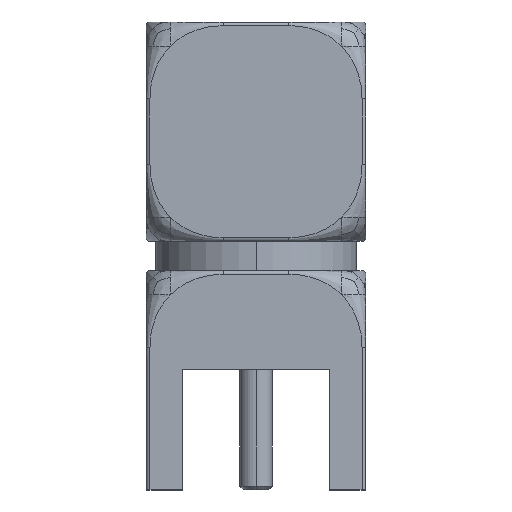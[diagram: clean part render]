
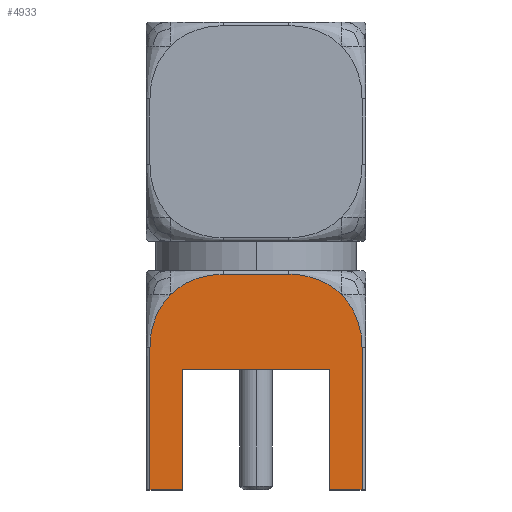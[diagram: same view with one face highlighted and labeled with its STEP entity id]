
A CAD part, left-side view. The second image highlights one B-rep face of the part: STEP entity #4933.
In plain terms, the highlighted planar face has unit normal (-1, 0, 0).
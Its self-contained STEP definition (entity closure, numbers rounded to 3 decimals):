
#191 = VERTEX_POINT ( 'NONE', #21158 ) ;
#194 = CARTESIAN_POINT ( 'NONE',  ( -10., -2.103, 5.748 ) ) ;
#503 = DIRECTION ( 'NONE',  ( 0., 0., -1. ) ) ;
#521 = ORIENTED_EDGE ( 'NONE', *, *, #6592, .T. ) ;
#639 = CARTESIAN_POINT ( 'NONE',  ( -10., -1.826, 5.902 ) ) ;
#1183 = CARTESIAN_POINT ( 'NONE',  ( -10., -2.835, 4.652 ) ) ;
#1658 = EDGE_CURVE ( 'NONE', #191, #8244, #11552, .T. ) ;
#1744 = CARTESIAN_POINT ( 'NONE',  ( -10., 2.643, 5.139 ) ) ;
#1847 = DIRECTION ( 'NONE',  ( 1., 0., 0. ) ) ;
#2025 = CARTESIAN_POINT ( 'NONE',  ( -10., 2.339, 5.539 ) ) ;
#2419 = PLANE ( 'NONE',  #10109 ) ;
#2537 = EDGE_CURVE ( 'NONE', #14476, #18283, #16595, .T. ) ;
#2719 = LINE ( 'NONE', #21298, #5576 ) ;
#2815 = EDGE_CURVE ( 'NONE', #24903, #21305, #16080, .T. ) ;
#3108 = DIRECTION ( 'NONE',  ( 0., 1., 0. ) ) ;
#3253 = EDGE_LOOP ( 'NONE', ( #5036, #11278, #12515, #12550, #10100, #28162, #24412, #521, #26518, #9165, #26263, #14846 ) ) ;
#3290 = CARTESIAN_POINT ( 'NONE',  ( -10., -0.9, 6.1 ) ) ;
#3743 = CARTESIAN_POINT ( 'NONE',  ( -10., -2.9, -14.7 ) ) ;
#3905 = VECTOR ( 'NONE', #25032, 1000. ) ;
#3997 = CARTESIAN_POINT ( 'NONE',  ( -10., 2.9, 4.1 ) ) ;
#4313 = DIRECTION ( 'NONE',  ( 0., 1., 0. ) ) ;
#4933 = ADVANCED_FACE ( 'NONE', ( #13589 ), #2419, .F. ) ;
#5036 = ORIENTED_EDGE ( 'NONE', *, *, #15947, .T. ) ;
#5560 = VERTEX_POINT ( 'NONE', #22639 ) ;
#5576 = VECTOR ( 'NONE', #14020, 1000. ) ;
#5689 = DIRECTION ( 'NONE',  ( 0., 0., 1. ) ) ;
#5783 = CARTESIAN_POINT ( 'NONE',  ( -10., -2.776, 4.846 ) ) ;
#5823 = EDGE_CURVE ( 'NONE', #8244, #14476, #2719, .T. ) ;
#6399 = CARTESIAN_POINT ( 'NONE',  ( -10., 2.9, 0.2 ) ) ;
#6592 = EDGE_CURVE ( 'NONE', #191, #13639, #15172, .T. ) ;
#6868 = CARTESIAN_POINT ( 'NONE',  ( -10., 1.452, 6.035 ) ) ;
#7015 = CARTESIAN_POINT ( 'NONE',  ( -10., -1.189, 6.1 ) ) ;
#7567 = CARTESIAN_POINT ( 'NONE',  ( -10., 1.254, 6.082 ) ) ;
#7840 = CARTESIAN_POINT ( 'NONE',  ( -10., -2.882, 4.454 ) ) ;
#8244 = VERTEX_POINT ( 'NONE', #23933 ) ;
#8508 = B_SPLINE_CURVE_WITH_KNOTS ( 'NONE', 3,
 ( #13715, #22767, #194, #20974, #639, #24946, #27726, #7015, #9239 ),
 .UNSPECIFIED., .F., .F.,
 ( 4, 1, 2, 2, 4 ),
 ( 0., 0.25, 0.375, 0.5, 1. ),
 .UNSPECIFIED. ) ;
#8853 = CARTESIAN_POINT ( 'NONE',  ( -10., 2.548, 5.303 ) ) ;
#9165 = ORIENTED_EDGE ( 'NONE', *, *, #23510, .T. ) ;
#9232 = CARTESIAN_POINT ( 'NONE',  ( -10., 2.339, 5.539 ) ) ;
#9239 = CARTESIAN_POINT ( 'NONE',  ( -10., -0.9, 6.1 ) ) ;
#10100 = ORIENTED_EDGE ( 'NONE', *, *, #2537, .F. ) ;
#10109 = AXIS2_PLACEMENT_3D ( 'NONE', #24695, #1847, #19960 ) ;
#10239 = CARTESIAN_POINT ( 'NONE',  ( -10., -2.339, 5.539 ) ) ;
#10246 = CARTESIAN_POINT ( 'NONE',  ( -10., -3., 3.5 ) ) ;
#11278 = ORIENTED_EDGE ( 'NONE', *, *, #2815, .T. ) ;
#11547 = VECTOR ( 'NONE', #18319, 1000. ) ;
#11552 = LINE ( 'NONE', #20004, #16722 ) ;
#11746 = VECTOR ( 'NONE', #4313, 1000. ) ;
#11766 = VERTEX_POINT ( 'NONE', #3290 ) ;
#12011 = CARTESIAN_POINT ( 'NONE',  ( -10., -2.9, 4.244 ) ) ;
#12029 = CARTESIAN_POINT ( 'NONE',  ( -10., 0.9, 6.1 ) ) ;
#12468 = CARTESIAN_POINT ( 'NONE',  ( -10., -2.656, 5.149 ) ) ;
#12515 = ORIENTED_EDGE ( 'NONE', *, *, #25372, .F. ) ;
#12550 = ORIENTED_EDGE ( 'NONE', *, *, #23947, .T. ) ;
#12603 = CARTESIAN_POINT ( 'NONE',  ( -10., 2.9, 4.1 ) ) ;
#12799 = EDGE_CURVE ( 'NONE', #18106, #5560, #25106, .T. ) ;
#13493 = CARTESIAN_POINT ( 'NONE',  ( -10., 2.702, 5.026 ) ) ;
#13589 = FACE_OUTER_BOUND ( 'NONE', #3253, .T. ) ;
#13639 = VERTEX_POINT ( 'NONE', #18595 ) ;
#13706 = CARTESIAN_POINT ( 'NONE',  ( -10., 2.16, 5.719 ) ) ;
#13715 = CARTESIAN_POINT ( 'NONE',  ( -10., -2.339, 5.539 ) ) ;
#13955 = VECTOR ( 'NONE', #503, 1000. ) ;
#14020 = DIRECTION ( 'NONE',  ( 0., 0., 1. ) ) ;
#14476 = VERTEX_POINT ( 'NONE', #21483 ) ;
#14534 = CARTESIAN_POINT ( 'NONE',  ( -10., -2.9, 4.1 ) ) ;
#14631 = VERTEX_POINT ( 'NONE', #26885 ) ;
#14686 = CARTESIAN_POINT ( 'NONE',  ( -10., -2.798, 4.781 ) ) ;
#14846 = ORIENTED_EDGE ( 'NONE', *, *, #12799, .T. ) ;
#15172 = LINE ( 'NONE', #3743, #16915 ) ;
#15759 = CARTESIAN_POINT ( 'NONE',  ( -10., 1.646, 5.976 ) ) ;
#15947 = EDGE_CURVE ( 'NONE', #5560, #24903, #18071, .T. ) ;
#15988 = CARTESIAN_POINT ( 'NONE',  ( -10., 2., 0.2 ) ) ;
#16080 = LINE ( 'NONE', #27750, #13955 ) ;
#16595 = LINE ( 'NONE', #10246, #29061 ) ;
#16722 = VECTOR ( 'NONE', #20567, 1000. ) ;
#16915 = VECTOR ( 'NONE', #5689, 1000. ) ;
#17494 = CARTESIAN_POINT ( 'NONE',  ( -10., 2.429, 5.45 ) ) ;
#18006 = CARTESIAN_POINT ( 'NONE',  ( -10., 2., 3.5 ) ) ;
#18071 = B_SPLINE_CURVE_WITH_KNOTS ( 'NONE', 3,
 ( #2025, #17494, #8853, #1744, #13493, #26505, #28856, #22537, #3997 ),
 .UNSPECIFIED., .F., .F.,
 ( 4, 1, 2, 2, 4 ),
 ( 0., 0.25, 0.375, 0.5, 1. ),
 .UNSPECIFIED. ) ;
#18106 = VERTEX_POINT ( 'NONE', #20842 ) ;
#18111 = EDGE_CURVE ( 'NONE', #11766, #18106, #20543, .T. ) ;
#18283 = VERTEX_POINT ( 'NONE', #18006 ) ;
#18319 = DIRECTION ( 'NONE',  ( 0., 1., 0. ) ) ;
#18595 = CARTESIAN_POINT ( 'NONE',  ( -10., -2.9, 4.1 ) ) ;
#18851 = CARTESIAN_POINT ( 'NONE',  ( -10., 1.044, 6.1 ) ) ;
#19415 = VERTEX_POINT ( 'NONE', #27358 ) ;
#19960 = DIRECTION ( 'NONE',  ( 0., 1., 0. ) ) ;
#20004 = CARTESIAN_POINT ( 'NONE',  ( -10., -2.9, 0.2 ) ) ;
#20170 = CARTESIAN_POINT ( 'NONE',  ( -10., 2.9, 0.2 ) ) ;
#20543 = LINE ( 'NONE', #27611, #11547 ) ;
#20567 = DIRECTION ( 'NONE',  ( 0., 1., 0. ) ) ;
#20842 = CARTESIAN_POINT ( 'NONE',  ( -10., 0.9, 6.1 ) ) ;
#20974 = CARTESIAN_POINT ( 'NONE',  ( -10., -1.939, 5.843 ) ) ;
#21158 = CARTESIAN_POINT ( 'NONE',  ( -10., -2.9, 0.2 ) ) ;
#21298 = CARTESIAN_POINT ( 'NONE',  ( -10., -2., 0.2 ) ) ;
#21305 = VERTEX_POINT ( 'NONE', #20170 ) ;
#21469 = EDGE_CURVE ( 'NONE', #13639, #14631, #24969, .T. ) ;
#21483 = CARTESIAN_POINT ( 'NONE',  ( -10., -2., 3.5 ) ) ;
#21526 = CARTESIAN_POINT ( 'NONE',  ( -10., -2.519, 5.36 ) ) ;
#22433 = LINE ( 'NONE', #6399, #11746 ) ;
#22537 = CARTESIAN_POINT ( 'NONE',  ( -10., 2.9, 4.389 ) ) ;
#22639 = CARTESIAN_POINT ( 'NONE',  ( -10., 2.339, 5.539 ) ) ;
#22767 = CARTESIAN_POINT ( 'NONE',  ( -10., -2.25, 5.629 ) ) ;
#23510 = EDGE_CURVE ( 'NONE', #14631, #11766, #8508, .T. ) ;
#23933 = CARTESIAN_POINT ( 'NONE',  ( -10., -2., 0.2 ) ) ;
#23947 = EDGE_CURVE ( 'NONE', #19415, #18283, #24766, .T. ) ;
#24412 = ORIENTED_EDGE ( 'NONE', *, *, #1658, .F. ) ;
#24695 = CARTESIAN_POINT ( 'NONE',  ( -10., -3., -14.7 ) ) ;
#24766 = LINE ( 'NONE', #15988, #3905 ) ;
#24903 = VERTEX_POINT ( 'NONE', #12603 ) ;
#24946 = CARTESIAN_POINT ( 'NONE',  ( -10., -1.769, 5.928 ) ) ;
#24969 = B_SPLINE_CURVE_WITH_KNOTS ( 'NONE', 3,
 ( #14534, #12011, #7840, #1183, #14686, #5783, #12468, #21526, #10239 ),
 .UNSPECIFIED., .F., .F.,
 ( 4, 1, 2, 2, 4 ),
 ( 0., 0.25, 0.375, 0.5, 1. ),
 .UNSPECIFIED. ) ;
#25032 = DIRECTION ( 'NONE',  ( 0., 0., 1. ) ) ;
#25106 = B_SPLINE_CURVE_WITH_KNOTS ( 'NONE', 3,
 ( #12029, #18851, #7567, #6868, #27003, #15759, #27833, #13706, #9232 ),
 .UNSPECIFIED., .F., .F.,
 ( 4, 1, 2, 2, 4 ),
 ( 0., 0.25, 0.375, 0.5, 1. ),
 .UNSPECIFIED. ) ;
#25372 = EDGE_CURVE ( 'NONE', #19415, #21305, #22433, .T. ) ;
#26263 = ORIENTED_EDGE ( 'NONE', *, *, #18111, .T. ) ;
#26505 = CARTESIAN_POINT ( 'NONE',  ( -10., 2.728, 4.969 ) ) ;
#26518 = ORIENTED_EDGE ( 'NONE', *, *, #21469, .T. ) ;
#26885 = CARTESIAN_POINT ( 'NONE',  ( -10., -2.339, 5.539 ) ) ;
#27003 = CARTESIAN_POINT ( 'NONE',  ( -10., 1.581, 5.998 ) ) ;
#27358 = CARTESIAN_POINT ( 'NONE',  ( -10., 2., 0.2 ) ) ;
#27611 = CARTESIAN_POINT ( 'NONE',  ( -10., 3., 6.1 ) ) ;
#27726 = CARTESIAN_POINT ( 'NONE',  ( -10., -1.458, 6.051 ) ) ;
#27750 = CARTESIAN_POINT ( 'NONE',  ( -10., 2.9, -14.7 ) ) ;
#27833 = CARTESIAN_POINT ( 'NONE',  ( -10., 1.949, 5.856 ) ) ;
#28162 = ORIENTED_EDGE ( 'NONE', *, *, #5823, .F. ) ;
#28856 = CARTESIAN_POINT ( 'NONE',  ( -10., 2.851, 4.658 ) ) ;
#29061 = VECTOR ( 'NONE', #3108, 1000. ) ;
